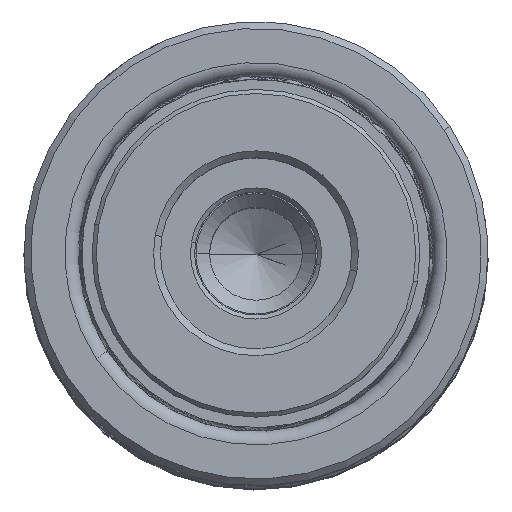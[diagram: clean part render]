
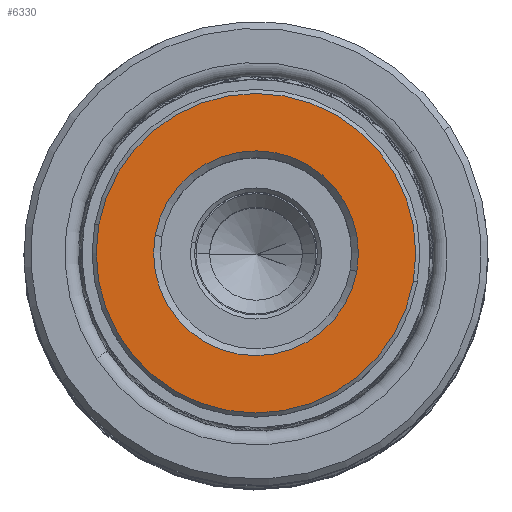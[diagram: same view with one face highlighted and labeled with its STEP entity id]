
A CAD part, top view. The second image highlights one B-rep face of the part: STEP entity #6330.
In plain terms, the highlighted face is planar.
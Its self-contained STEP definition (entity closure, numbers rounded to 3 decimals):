
#709 = DIRECTION ( 'NONE',  ( 0., 0., 1. ) ) ;
#760 = DIRECTION ( 'NONE',  ( 1., 0., 0. ) ) ;
#1033 = CARTESIAN_POINT ( 'NONE',  ( 0., 0., 0. ) ) ;
#1401 = AXIS2_PLACEMENT_3D ( 'NONE', #25242, #7018, #28207 ) ;
#2124 = ORIENTED_EDGE ( 'NONE', *, *, #3093, .T. ) ;
#2964 = CIRCLE ( 'NONE', #21819, 11.7 ) ;
#3093 = EDGE_CURVE ( 'NONE', #32317, #19803, #27832, .T. ) ;
#3393 = DIRECTION ( 'NONE',  ( 1., 0., 0. ) ) ;
#3410 = DIRECTION ( 'NONE',  ( 0., 0., 1. ) ) ;
#3446 = CARTESIAN_POINT ( 'NONE',  ( 0., 0., 0. ) ) ;
#3560 = DIRECTION ( 'NONE',  ( 1., 0., 0. ) ) ;
#3607 = DIRECTION ( 'NONE',  ( 0., 0., -1. ) ) ;
#3610 = CARTESIAN_POINT ( 'NONE',  ( 0., 0., 0. ) ) ;
#6330 = ADVANCED_FACE ( 'NONE', ( #28779, #24617 ), #12517, .F. ) ;
#7018 = DIRECTION ( 'NONE',  ( 0., 0., -1. ) ) ;
#7502 = CARTESIAN_POINT ( 'NONE',  ( -11.7, 0., 0. ) ) ;
#7559 = CARTESIAN_POINT ( 'NONE',  ( 11.7, 0., 0. ) ) ;
#8958 = ORIENTED_EDGE ( 'NONE', *, *, #15322, .T. ) ;
#9796 = AXIS2_PLACEMENT_3D ( 'NONE', #3446, #3410, #3393 ) ;
#12517 = PLANE ( 'NONE',  #20318 ) ;
#12552 = EDGE_CURVE ( 'NONE', #20204, #24795, #2964, .T. ) ;
#15322 = EDGE_CURVE ( 'NONE', #19803, #32317, #37853, .T. ) ;
#16707 = CARTESIAN_POINT ( 'NONE',  ( 7.5, 0., 0. ) ) ;
#18437 = CIRCLE ( 'NONE', #1401, 11.7 ) ;
#19570 = EDGE_CURVE ( 'NONE', #24795, #20204, #18437, .T. ) ;
#19803 = VERTEX_POINT ( 'NONE', #29594 ) ;
#20186 = EDGE_LOOP ( 'NONE', ( #23927, #32279 ) ) ;
#20204 = VERTEX_POINT ( 'NONE', #7502 ) ;
#20318 = AXIS2_PLACEMENT_3D ( 'NONE', #1033, #709, #760 ) ;
#21819 = AXIS2_PLACEMENT_3D ( 'NONE', #3610, #3607, #3560 ) ;
#23927 = ORIENTED_EDGE ( 'NONE', *, *, #19570, .T. ) ;
#24617 = FACE_BOUND ( 'NONE', #28149, .T. ) ;
#24795 = VERTEX_POINT ( 'NONE', #7559 ) ;
#25242 = CARTESIAN_POINT ( 'NONE',  ( 0., 0., 0. ) ) ;
#26889 = DIRECTION ( 'NONE',  ( 1., 0., 0. ) ) ;
#26934 = DIRECTION ( 'NONE',  ( 0., 0., 1. ) ) ;
#26968 = CARTESIAN_POINT ( 'NONE',  ( 0., 0., 0. ) ) ;
#27832 = CIRCLE ( 'NONE', #9796, 7.5 ) ;
#28149 = EDGE_LOOP ( 'NONE', ( #8958, #2124 ) ) ;
#28207 = DIRECTION ( 'NONE',  ( 1., 0., 0. ) ) ;
#28779 = FACE_OUTER_BOUND ( 'NONE', #20186, .T. ) ;
#29594 = CARTESIAN_POINT ( 'NONE',  ( -7.5, 0., 0. ) ) ;
#32279 = ORIENTED_EDGE ( 'NONE', *, *, #12552, .T. ) ;
#32317 = VERTEX_POINT ( 'NONE', #16707 ) ;
#34828 = AXIS2_PLACEMENT_3D ( 'NONE', #26968, #26934, #26889 ) ;
#37853 = CIRCLE ( 'NONE', #34828, 7.5 ) ;
